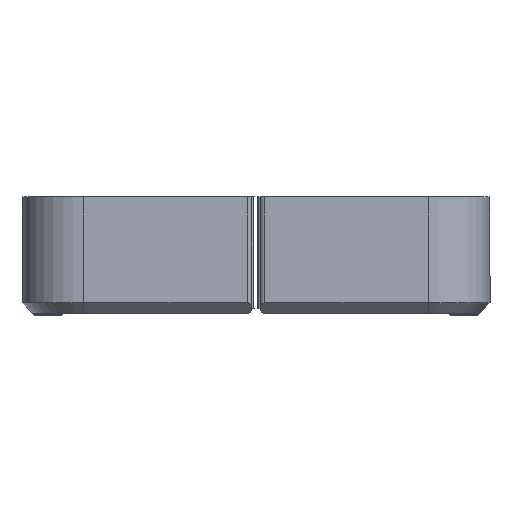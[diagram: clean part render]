
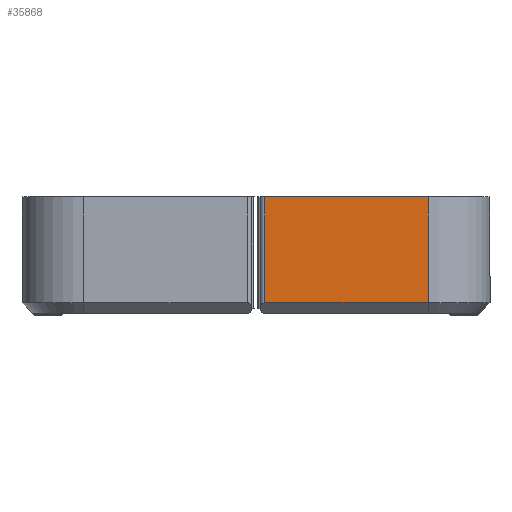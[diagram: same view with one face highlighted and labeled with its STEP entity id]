
A CAD part, left-side view. The second image highlights one B-rep face of the part: STEP entity #35868.
In plain terms, the highlighted planar face has unit normal (-1, 0, 0).
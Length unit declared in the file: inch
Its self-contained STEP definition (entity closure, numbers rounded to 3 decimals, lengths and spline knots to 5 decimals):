
#798 = LINE ( 'NONE', #17156, #7031 ) ;
#2551 = CARTESIAN_POINT ( 'NONE',  ( -0.70866, 0.27559, 0.04724 ) ) ;
#4808 = ORIENTED_EDGE ( 'NONE', *, *, #21451, .F. ) ;
#7031 = VECTOR ( 'NONE', #20614, 39.37008 ) ;
#7407 = PLANE ( 'NONE',  #28185 ) ;
#10759 = DIRECTION ( 'NONE',  ( 1., 0., 0. ) ) ;
#13824 = LINE ( 'NONE', #23915, #21557 ) ;
#16298 = CARTESIAN_POINT ( 'NONE',  ( -0.70866, 1.00394, 0.51969 ) ) ;
#16576 = VERTEX_POINT ( 'NONE', #33765 ) ;
#17156 = CARTESIAN_POINT ( 'NONE',  ( -0.70866, 0.27559, 0.51969 ) ) ;
#17996 = CARTESIAN_POINT ( 'NONE',  ( -0.70866, 0.27559, 0.04724 ) ) ;
#20284 = ORIENTED_EDGE ( 'NONE', *, *, #40483, .F. ) ;
#20403 = VERTEX_POINT ( 'NONE', #34656 ) ;
#20614 = DIRECTION ( 'NONE',  ( 0., 0., -1. ) ) ;
#20877 = CARTESIAN_POINT ( 'NONE',  ( -0.70866, 0.27559, 0.51969 ) ) ;
#20989 = DIRECTION ( 'NONE',  ( 0., 0., 1. ) ) ;
#21451 = EDGE_CURVE ( 'NONE', #16576, #27216, #13824, .T. ) ;
#21557 = VECTOR ( 'NONE', #20989, 39.37008 ) ;
#22351 = EDGE_CURVE ( 'NONE', #27519, #16576, #41117, .T. ) ;
#23915 = CARTESIAN_POINT ( 'NONE',  ( -0.70866, 1.00394, 0.51969 ) ) ;
#24109 = VECTOR ( 'NONE', #28780, 39.37008 ) ;
#24437 = ORIENTED_EDGE ( 'NONE', *, *, #40259, .F. ) ;
#25660 = VECTOR ( 'NONE', #33290, 39.37008 ) ;
#26466 = CARTESIAN_POINT ( 'NONE',  ( -0.70866, 0.27559, 0.51969 ) ) ;
#27216 = VERTEX_POINT ( 'NONE', #16298 ) ;
#27519 = VERTEX_POINT ( 'NONE', #17996 ) ;
#28185 = AXIS2_PLACEMENT_3D ( 'NONE', #20877, #10759, #40960 ) ;
#28780 = DIRECTION ( 'NONE',  ( 0., 1., 0. ) ) ;
#32381 = LINE ( 'NONE', #26466, #25660 ) ;
#33290 = DIRECTION ( 'NONE',  ( 0., -1., 0. ) ) ;
#33655 = ORIENTED_EDGE ( 'NONE', *, *, #22351, .F. ) ;
#33765 = CARTESIAN_POINT ( 'NONE',  ( -0.70866, 1.00394, 0.04724 ) ) ;
#34656 = CARTESIAN_POINT ( 'NONE',  ( -0.70866, 0.27559, 0.51969 ) ) ;
#35868 = ADVANCED_FACE ( 'NONE', ( #36313 ), #7407, .F. ) ;
#36313 = FACE_OUTER_BOUND ( 'NONE', #37668, .T. ) ;
#37668 = EDGE_LOOP ( 'NONE', ( #4808, #33655, #24437, #20284 ) ) ;
#40259 = EDGE_CURVE ( 'NONE', #20403, #27519, #798, .T. ) ;
#40483 = EDGE_CURVE ( 'NONE', #27216, #20403, #32381, .T. ) ;
#40960 = DIRECTION ( 'NONE',  ( 0., 1., 0. ) ) ;
#41117 = LINE ( 'NONE', #2551, #24109 ) ;
